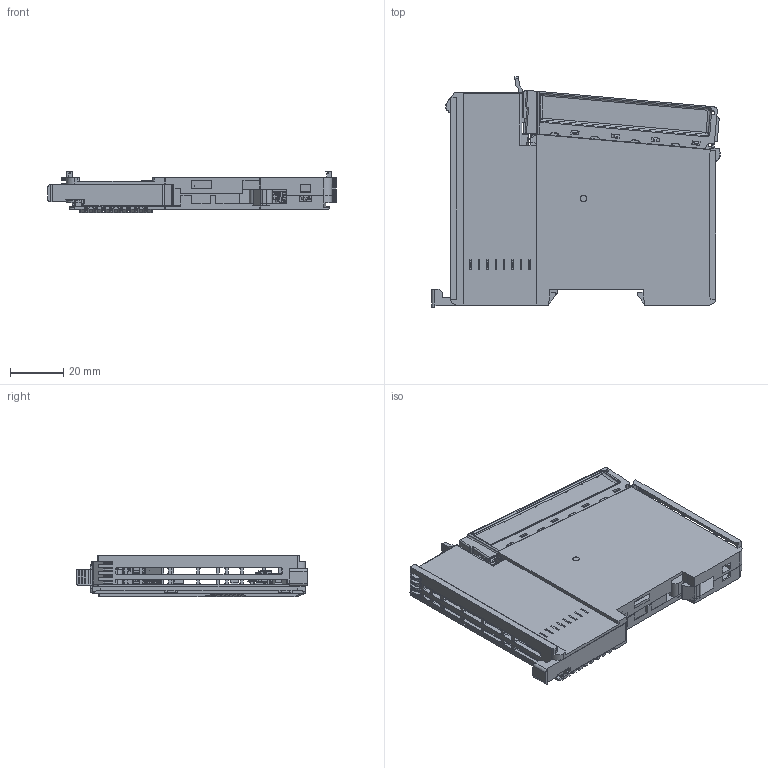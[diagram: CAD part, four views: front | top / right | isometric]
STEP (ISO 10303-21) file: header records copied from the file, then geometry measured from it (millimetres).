
FILE_DESCRIPTION((''),'2;1');
FILE_NAME('IO__2024-8-80001_ASM_12_ASM','2024-05-10T16:44:59',('admin'),(''),'CREO PARAMETRIC BY PTC INC, 2019164','CREO PARAMETRIC BY PTC INC, 2019164','');
FILE_SCHEMA(('CONFIG_CONTROL_DESIGN'));
Products named in the file (1): IO__2024-8-80001_ASM_12_ASM
Bounding box: 108.65 x 86.68 x 15.7 mm (x, y, z)
Surface area: 36924.8 mm2 (no closed solid volume)
Topology: 0 solids, 256 shells, 7068 faces, 22642 edges, 15465 vertices
Faces by surface type: plane 4599, cylinder 1782, bspline 321, cone 211, torus 119, sphere 36
Entity records: 260381 total; most frequent: CARTESIAN_POINT 66399, ORIENTED_EDGE 39916, DIRECTION 37533, EDGE_CURVE 22588, VECTOR 16637, LINE 16637, VERTEX_POINT 15465, AXIS2_PLACEMENT_3D 10448
